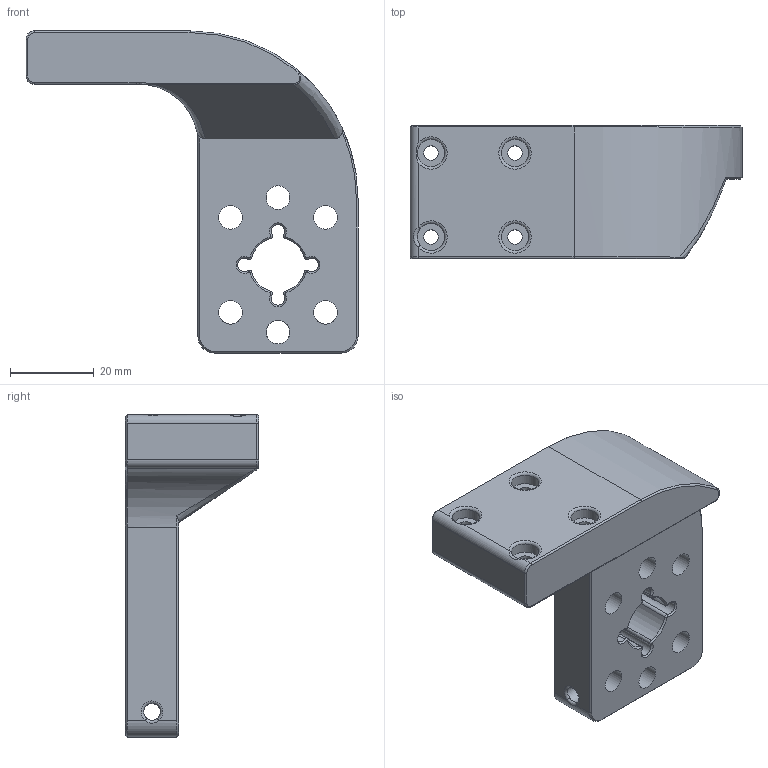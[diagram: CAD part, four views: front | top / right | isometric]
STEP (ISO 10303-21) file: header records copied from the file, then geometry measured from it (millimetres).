
FILE_DESCRIPTION(/* description */ (''),/* implementation_level */ '2;1');
FILE_NAME(/* name */ 'B-Z_Lower_Magneham_3-B.stp',/* time_stamp */ '2021-01-27T09:23:34-08:00',/* author */ (''),/* organization */ (''),/* preprocessor_version */ 'ST-DEVELOPER v18.1',/* originating_system */ 'Autodesk Translation Framework v9.7.0.1280',/* authorisation */ '');
FILE_SCHEMA (('AUTOMOTIVE_DESIGN { 1 0 10303 214 3 1 1 }'));
Length unit declared in the file: millimetre
Products named in the file (2): Z Lower Magneham; .375x.375 magnet
Assembly tree (1 placements, depth 2):
  Z Lower Magneham
    .375x.375 magnet
Bounding box: 79.05 x 31.75 x 76.7 mm (x, y, z)
Volume: 53184.7 mm3; surface area: 15553.5 mm2
Topology: 2 solids, 2 shells, 136 faces, 330 edges, 197 vertices
Faces by surface type: cone 51, cylinder 43, plane 26, torus 9, bspline 7
Full cylindrical faces by diameter (mm): 3.4 x4, 4 x1, 5.6 x6, 6.5 x4, 9.525 x1, 9.625 x1
Entity records: 4654 total; most frequent: CARTESIAN_POINT 1300, DIRECTION 737, ORIENTED_EDGE 660, EDGE_CURVE 330, AXIS2_PLACEMENT_3D 300, VERTEX_POINT 197, EDGE_LOOP 165, CIRCLE 164
